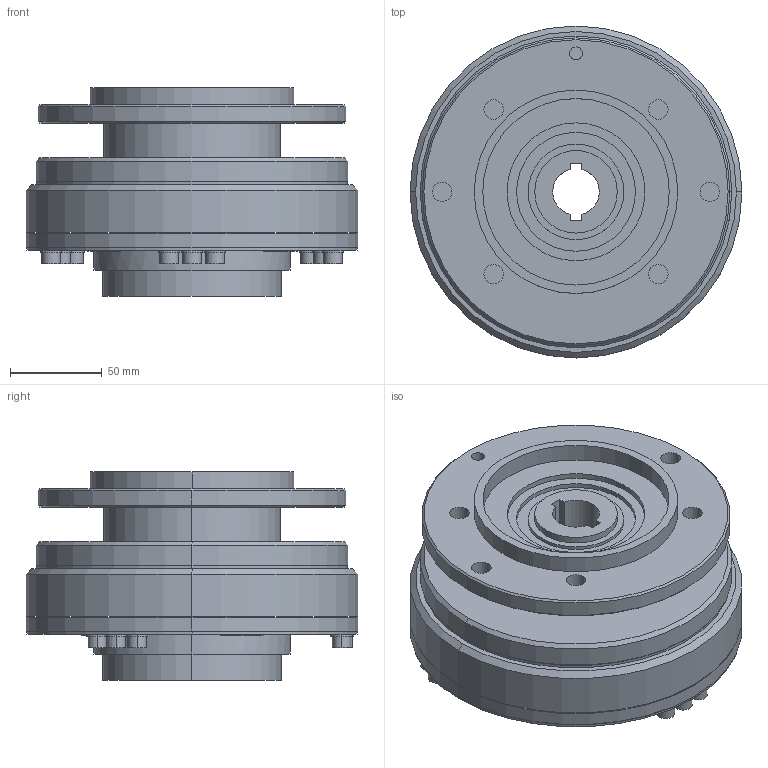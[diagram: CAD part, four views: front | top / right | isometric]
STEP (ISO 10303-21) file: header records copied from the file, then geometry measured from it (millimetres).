
FILE_DESCRIPTION (( 'STEP AP203' ), '1' );
FILE_NAME ('MMC 28E-04_80002712_乾式単板電磁クラッチ組立.STEP', '2016-03-25T00:42:27', ( ' ' ), ( '' ), 'SwSTEP 2.0', 'SolidWorks 2009', '' );
FILE_SCHEMA (( 'CONFIG_CONTROL_DESIGN' ));
Length unit declared in the file: millimetre
Products named in the file (1): MMC 28E-04_80002712_乾式単板電磁クラッチ組立
Bounding box: 181 x 181 x 113.5 mm (x, y, z)
Volume: 1700798.6 mm3; surface area: 201124.9 mm2
Topology: 1 solids, 1 shells, 209 faces, 469 edges, 300 vertices
Faces by surface type: cylinder 140, plane 55, cone 14
Entity records: 6423 total; most frequent: CARTESIAN_POINT 1412, DIRECTION 1137, ORIENTED_EDGE 938, AXIS2_PLACEMENT_3D 484, EDGE_CURVE 469, VERTEX_POINT 300, CIRCLE 274, EDGE_LOOP 273
